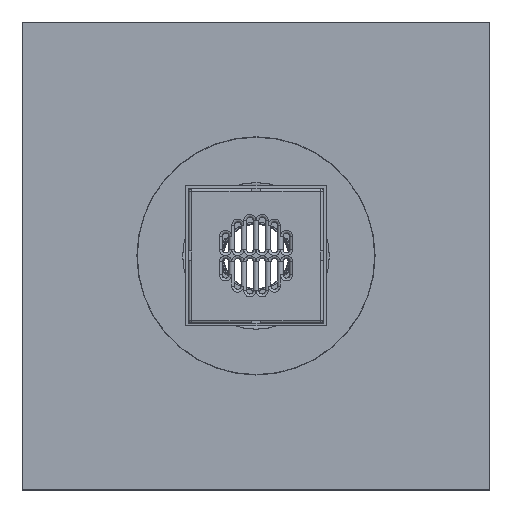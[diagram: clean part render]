
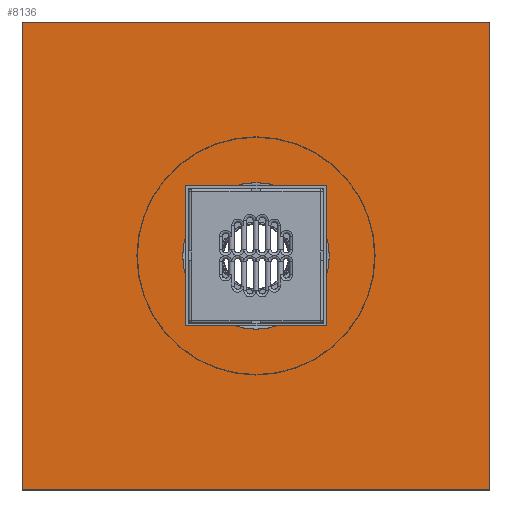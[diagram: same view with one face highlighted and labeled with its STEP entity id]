
A CAD part, top view. The second image highlights one B-rep face of the part: STEP entity #8136.
In plain terms, the highlighted planar face has unit normal (0, 0, 1).
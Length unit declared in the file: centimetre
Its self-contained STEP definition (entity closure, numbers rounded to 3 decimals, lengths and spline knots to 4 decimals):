
#548=FACE_BOUND('',#1516,.T.);
#860=FACE_OUTER_BOUND('',#1515,.T.);
#1515=EDGE_LOOP('',(#6162,#6163,#6164,#6165));
#1516=EDGE_LOOP('',(#6166));
#2191=CIRCLE('',#10303,78.2516);
#2982=VERTEX_POINT('',#16084);
#2984=VERTEX_POINT('',#16088);
#2985=VERTEX_POINT('',#16092);
#2987=VERTEX_POINT('',#16095);
#3006=VERTEX_POINT('',#16163);
#4059=EDGE_CURVE('',#2982,#2984,#8690,.T.);
#4061=EDGE_CURVE('',#2987,#2985,#8692,.T.);
#4064=EDGE_CURVE('',#2984,#2987,#8695,.T.);
#4067=EDGE_CURVE('',#2982,#2985,#8698,.T.);
#4095=EDGE_CURVE('',#3006,#3006,#2191,.T.);
#6162=ORIENTED_EDGE('',*,*,#4067,.F.);
#6163=ORIENTED_EDGE('',*,*,#4059,.T.);
#6164=ORIENTED_EDGE('',*,*,#4064,.T.);
#6165=ORIENTED_EDGE('',*,*,#4061,.T.);
#6166=ORIENTED_EDGE('',*,*,#4095,.T.);
#7726=PLANE('',#10306);
#8136=ADVANCED_FACE('',(#860,#548),#7726,.T.);
#8690=LINE('',#16090,#9271);
#8692=LINE('',#16096,#9273);
#8695=LINE('',#16101,#9276);
#8698=LINE('',#16105,#9279);
#9271=VECTOR('',#12471,1.);
#9273=VECTOR('',#12475,1.);
#9276=VECTOR('',#12480,1.);
#9279=VECTOR('',#12485,1.);
#10303=AXIS2_PLACEMENT_3D('',#16164,#12559,#12560);
#10306=AXIS2_PLACEMENT_3D('',#16167,#12565,#12566);
#12471=DIRECTION('',(1.,0.,0.));
#12475=DIRECTION('',(-1.,0.,0.));
#12480=DIRECTION('',(0.,1.,0.));
#12485=DIRECTION('',(0.,1.,0.));
#12559=DIRECTION('center_axis',(0.,0.,-1.));
#12560=DIRECTION('ref_axis',(1.,0.,0.));
#12565=DIRECTION('center_axis',(0.,0.,1.));
#12566=DIRECTION('ref_axis',(0.,1.,0.));
#16084=CARTESIAN_POINT('',(-250.,-250.,378.129));
#16088=CARTESIAN_POINT('',(250.,-250.,378.129));
#16090=CARTESIAN_POINT('',(0.,-250.,378.129));
#16092=CARTESIAN_POINT('',(-250.,250.,378.129));
#16095=CARTESIAN_POINT('',(250.,250.,378.129));
#16096=CARTESIAN_POINT('',(0.,250.,378.129));
#16101=CARTESIAN_POINT('',(250.,0.,378.129));
#16105=CARTESIAN_POINT('',(-250.,0.,378.129));
#16163=CARTESIAN_POINT('',(0.,-78.2516,378.129));
#16164=CARTESIAN_POINT('Origin',(0.,0.,378.129));
#16167=CARTESIAN_POINT('Origin',(0.,0.,378.129));
